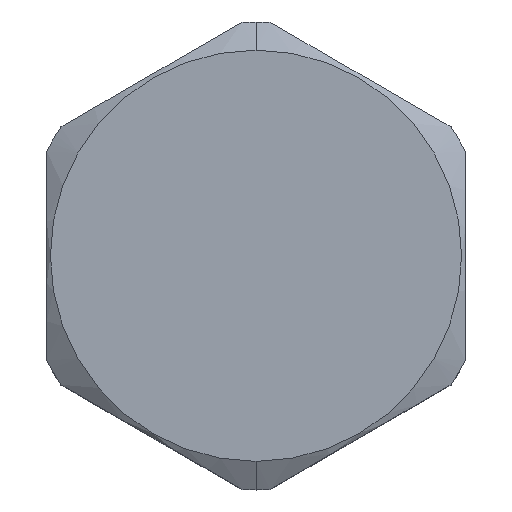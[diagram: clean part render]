
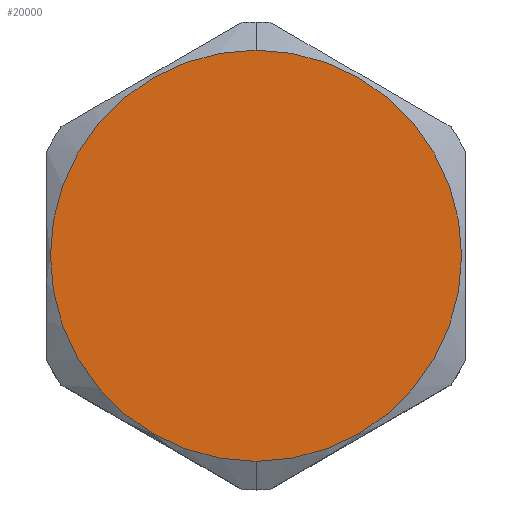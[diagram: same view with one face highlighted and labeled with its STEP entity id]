
A CAD part, top view. The second image highlights one B-rep face of the part: STEP entity #20000.
In plain terms, the highlighted planar face has unit normal (0, 0, 1).
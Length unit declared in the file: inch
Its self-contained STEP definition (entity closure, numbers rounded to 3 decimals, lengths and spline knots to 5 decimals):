
#4167=CARTESIAN_POINT('',(0.,0.,4.093));
#4168=DIRECTION('',(0.,0.,1.));
#4169=DIRECTION('',(0.,-1.,0.));
#4170=AXIS2_PLACEMENT_3D('',#4167,#4168,#4169);
#4172=CARTESIAN_POINT('',(0.,0.,4.093));
#4173=DIRECTION('',(0.,0.,1.));
#4174=DIRECTION('',(0.,1.,0.));
#4175=AXIS2_PLACEMENT_3D('',#4172,#4173,#4174);
#15095=CARTESIAN_POINT('',(0.,-0.43,4.093));
#15096=CARTESIAN_POINT('',(0.,0.43,4.093));
#15097=VERTEX_POINT('',#15095);
#15098=VERTEX_POINT('',#15096);
#19991=CARTESIAN_POINT('',(0.,0.,4.093));
#19992=DIRECTION('',(0.,0.,1.));
#19993=DIRECTION('',(0.,1.,0.));
#19994=AXIS2_PLACEMENT_3D('',#19991,#19992,#19993);
#19995=PLANE('',#19994);
#19996=ORIENTED_EDGE('',*,*,#19954,.F.);
#19997=ORIENTED_EDGE('',*,*,#19980,.F.);
#19998=EDGE_LOOP('',(#19996,#19997));
#19999=FACE_OUTER_BOUND('',#19998,.F.);
#20000=ADVANCED_FACE('',(#19999),#19995,.T.);
#4171=CIRCLE('',#4170,0.43);
#4176=CIRCLE('',#4175,0.43);
#19954=EDGE_CURVE('',#15097,#15098,#4171,.T.);
#19980=EDGE_CURVE('',#15098,#15097,#4176,.T.);
